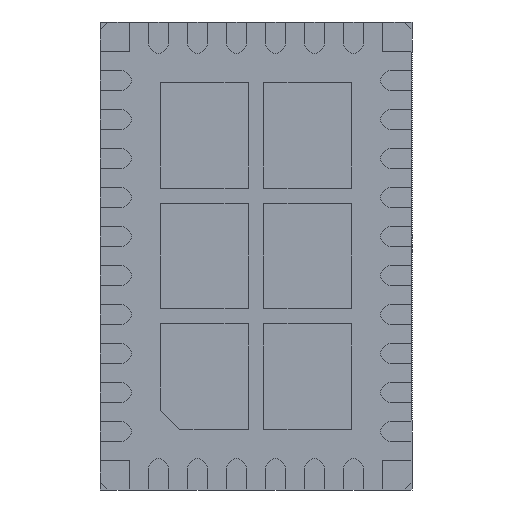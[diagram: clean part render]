
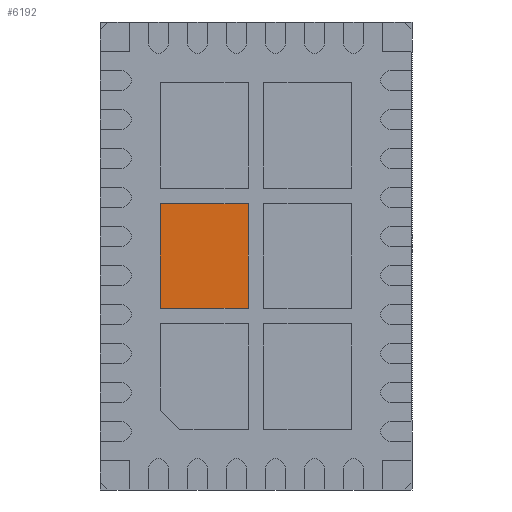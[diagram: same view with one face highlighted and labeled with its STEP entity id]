
A CAD part, front view. The second image highlights one B-rep face of the part: STEP entity #6192.
In plain terms, the highlighted planar face has unit normal (0, -1, 0).
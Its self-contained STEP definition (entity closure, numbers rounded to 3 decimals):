
#1031 = DIRECTION ( 'NONE',  ( 1., 0., 0. ) ) ;
#1174 = EDGE_CURVE ( 'NONE', #6425, #5167, #10150, .T. ) ;
#2026 = PLANE ( 'NONE',  #9341 ) ;
#2088 = VECTOR ( 'NONE', #2155, 1000. ) ;
#2155 = DIRECTION ( 'NONE',  ( -1., 0., 0. ) ) ;
#2598 = CARTESIAN_POINT ( 'NONE',  ( -1.225, 0., -0.67 ) ) ;
#3083 = DIRECTION ( 'NONE',  ( 0., 0., 1. ) ) ;
#3285 = ORIENTED_EDGE ( 'NONE', *, *, #4059, .F. ) ;
#3416 = ORIENTED_EDGE ( 'NONE', *, *, #9479, .F. ) ;
#4059 = EDGE_CURVE ( 'NONE', #9191, #7603, #13600, .T. ) ;
#4983 = CARTESIAN_POINT ( 'NONE',  ( -0.1, 0., -0.67 ) ) ;
#5148 = FACE_OUTER_BOUND ( 'NONE', #8316, .T. ) ;
#5167 = VERTEX_POINT ( 'NONE', #13722 ) ;
#5212 = CARTESIAN_POINT ( 'NONE',  ( 0., 0., 0. ) ) ;
#6192 = ADVANCED_FACE ( 'NONE', ( #5148 ), #2026, .F. ) ;
#6249 = DIRECTION ( 'NONE',  ( 0., 1., 0. ) ) ;
#6383 = VECTOR ( 'NONE', #8038, 1000. ) ;
#6425 = VERTEX_POINT ( 'NONE', #6534 ) ;
#6456 = CARTESIAN_POINT ( 'NONE',  ( -1.225, 0., 0.67 ) ) ;
#6534 = CARTESIAN_POINT ( 'NONE',  ( -0.1, 0., 0.67 ) ) ;
#6740 = CARTESIAN_POINT ( 'NONE',  ( -1.225, 0., 0.67 ) ) ;
#7068 = VECTOR ( 'NONE', #1031, 1000. ) ;
#7364 = ORIENTED_EDGE ( 'NONE', *, *, #1174, .F. ) ;
#7603 = VERTEX_POINT ( 'NONE', #6740 ) ;
#7935 = EDGE_CURVE ( 'NONE', #7603, #6425, #9458, .T. ) ;
#8038 = DIRECTION ( 'NONE',  ( 0., 0., -1. ) ) ;
#8281 = CARTESIAN_POINT ( 'NONE',  ( -1.225, 0., -0.67 ) ) ;
#8316 = EDGE_LOOP ( 'NONE', ( #3285, #3416, #7364, #11458 ) ) ;
#9191 = VERTEX_POINT ( 'NONE', #2598 ) ;
#9341 = AXIS2_PLACEMENT_3D ( 'NONE', #5212, #6249, #10582 ) ;
#9458 = LINE ( 'NONE', #6456, #7068 ) ;
#9479 = EDGE_CURVE ( 'NONE', #5167, #9191, #10721, .T. ) ;
#10150 = LINE ( 'NONE', #4983, #6383 ) ;
#10582 = DIRECTION ( 'NONE',  ( 0., 0., 1. ) ) ;
#10721 = LINE ( 'NONE', #11696, #2088 ) ;
#11458 = ORIENTED_EDGE ( 'NONE', *, *, #7935, .F. ) ;
#11692 = VECTOR ( 'NONE', #3083, 1000. ) ;
#11696 = CARTESIAN_POINT ( 'NONE',  ( -1.225, 0., -0.67 ) ) ;
#13600 = LINE ( 'NONE', #8281, #11692 ) ;
#13722 = CARTESIAN_POINT ( 'NONE',  ( -0.1, 0., -0.67 ) ) ;
